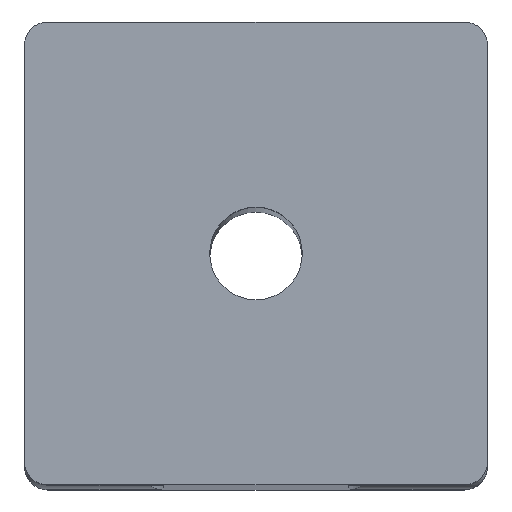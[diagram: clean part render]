
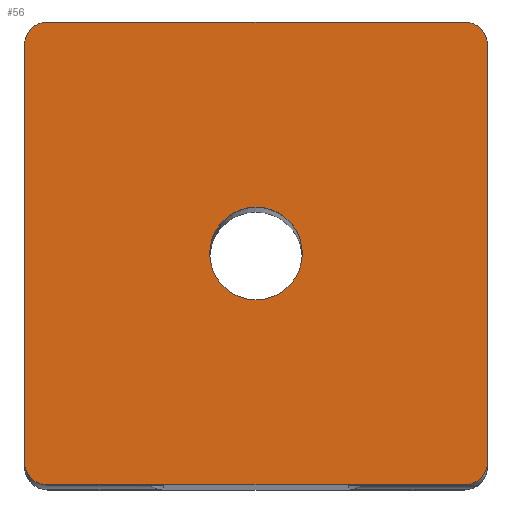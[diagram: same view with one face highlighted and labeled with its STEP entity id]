
A CAD part, top view. The second image highlights one B-rep face of the part: STEP entity #56.
In plain terms, the highlighted planar face has unit normal (0, 0, 1).
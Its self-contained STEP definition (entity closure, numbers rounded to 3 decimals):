
#56=ADVANCED_FACE('',(#169,#171),#173,.T.);
#169=FACE_BOUND('',#170,.T.);
#170=EDGE_LOOP('',(#501,#502,#503,#504,#505,#506,#507,#508));
#171=FACE_BOUND('',#172,.T.);
#172=EDGE_LOOP('',(#509));
#173=PLANE('',#174);
#174=AXIS2_PLACEMENT_3D('',#175,#176,#177);
#175=CARTESIAN_POINT('',(0.,0.,125.));
#176=DIRECTION('',(0.,0.,1.));
#177=DIRECTION('',(-1.,0.,0.));
#501=ORIENTED_EDGE('',*,*,#728,.F.);
#502=ORIENTED_EDGE('',*,*,#729,.T.);
#503=ORIENTED_EDGE('',*,*,#730,.F.);
#504=ORIENTED_EDGE('',*,*,#731,.T.);
#505=ORIENTED_EDGE('',*,*,#732,.F.);
#506=ORIENTED_EDGE('',*,*,#733,.T.);
#507=ORIENTED_EDGE('',*,*,#734,.F.);
#508=ORIENTED_EDGE('',*,*,#735,.T.);
#509=ORIENTED_EDGE('',*,*,#696,.T.);
#696=EDGE_CURVE('',#814,#814,#815,.F.);
#728=EDGE_CURVE('',#878,#879,#880,.F.);
#729=EDGE_CURVE('',#878,#881,#882,.T.);
#730=EDGE_CURVE('',#883,#881,#884,.F.);
#731=EDGE_CURVE('',#883,#885,#886,.T.);
#732=EDGE_CURVE('',#887,#885,#888,.F.);
#733=EDGE_CURVE('',#887,#889,#890,.T.);
#734=EDGE_CURVE('',#891,#889,#892,.F.);
#735=EDGE_CURVE('',#891,#879,#893,.T.);
#814=VERTEX_POINT('',#1010);
#815=CIRCLE('',#1011,2.);
#878=VERTEX_POINT('',#1146);
#879=VERTEX_POINT('',#1147);
#880=CIRCLE('',#1148,1.);
#881=VERTEX_POINT('',#1152);
#882=LINE('',#1153,#1154);
#883=VERTEX_POINT('',#1156);
#884=CIRCLE('',#1157,1.);
#885=VERTEX_POINT('',#1161);
#886=LINE('',#1162,#1163);
#887=VERTEX_POINT('',#1165);
#888=CIRCLE('',#1166,1.);
#889=VERTEX_POINT('',#1170);
#890=LINE('',#1171,#1172);
#891=VERTEX_POINT('',#1174);
#892=CIRCLE('',#1175,1.);
#893=LINE('',#1179,#1180);
#1010=CARTESIAN_POINT('',(-2.,0.,125.));
#1011=AXIS2_PLACEMENT_3D('',#1012,#1013,#1014);
#1012=CARTESIAN_POINT('',(0.,0.,125.));
#1013=DIRECTION('',(0.,0.,1.));
#1014=DIRECTION('',(-1.,0.,0.));
#1146=CARTESIAN_POINT('',(9.,10.,125.));
#1147=CARTESIAN_POINT('',(10.,9.,125.));
#1148=AXIS2_PLACEMENT_3D('',#1149,#1150,#1151);
#1149=CARTESIAN_POINT('',(9.,9.,125.));
#1150=DIRECTION('',(0.,0.,1.));
#1151=DIRECTION('',(1.,0.,0.));
#1152=CARTESIAN_POINT('',(-9.,10.,125.));
#1153=CARTESIAN_POINT('',(9.,10.,125.));
#1154=VECTOR('',#1155,1.);
#1155=DIRECTION('',(-1.,0.,0.));
#1156=CARTESIAN_POINT('',(-10.,9.,125.));
#1157=AXIS2_PLACEMENT_3D('',#1158,#1159,#1160);
#1158=CARTESIAN_POINT('',(-9.,9.,125.));
#1159=DIRECTION('',(0.,0.,1.));
#1160=DIRECTION('',(0.,1.,0.));
#1161=CARTESIAN_POINT('',(-10.,-9.,125.));
#1162=CARTESIAN_POINT('',(-10.,9.,125.));
#1163=VECTOR('',#1164,1.);
#1164=DIRECTION('',(0.,-1.,0.));
#1165=CARTESIAN_POINT('',(-9.,-10.,125.));
#1166=AXIS2_PLACEMENT_3D('',#1167,#1168,#1169);
#1167=CARTESIAN_POINT('',(-9.,-9.,125.));
#1168=DIRECTION('',(0.,0.,1.));
#1169=DIRECTION('',(-1.,0.,0.));
#1170=CARTESIAN_POINT('',(9.,-10.,125.));
#1171=CARTESIAN_POINT('',(-9.,-10.,125.));
#1172=VECTOR('',#1173,1.);
#1173=DIRECTION('',(1.,0.,0.));
#1174=CARTESIAN_POINT('',(10.,-9.,125.));
#1175=AXIS2_PLACEMENT_3D('',#1176,#1177,#1178);
#1176=CARTESIAN_POINT('',(9.,-9.,125.));
#1177=DIRECTION('',(0.,0.,1.));
#1178=DIRECTION('',(0.,-1.,0.));
#1179=CARTESIAN_POINT('',(10.,-9.,125.));
#1180=VECTOR('',#1181,1.);
#1181=DIRECTION('',(0.,1.,0.));
